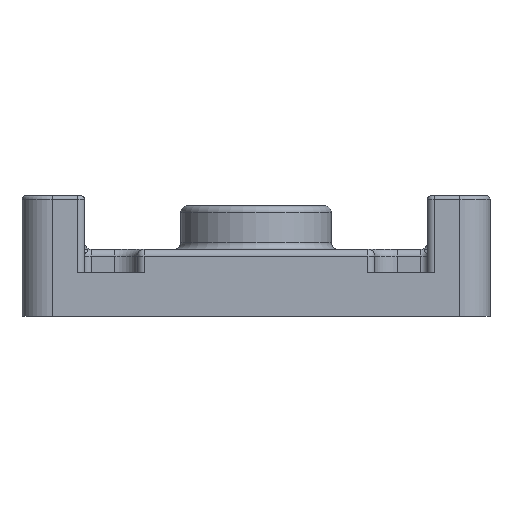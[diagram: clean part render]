
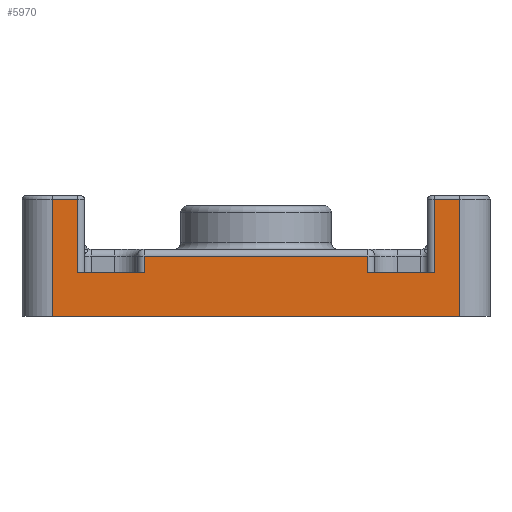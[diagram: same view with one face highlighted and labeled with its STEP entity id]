
A CAD part, front view. The second image highlights one B-rep face of the part: STEP entity #5970.
In plain terms, the highlighted planar face has unit normal (0, -1, 0).
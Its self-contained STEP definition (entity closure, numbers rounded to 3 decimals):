
#84 = CARTESIAN_POINT ( 'NONE',  ( -35., -59.5, 17.5 ) ) ;
#215 = EDGE_CURVE ( 'NONE', #8767, #18344, #3749, .T. ) ;
#268 = VERTEX_POINT ( 'NONE', #12618 ) ;
#302 = CARTESIAN_POINT ( 'NONE',  ( 26.65, -59.5, 6.5 ) ) ;
#314 = CARTESIAN_POINT ( 'NONE',  ( -35., -59.5, 17.5 ) ) ;
#1128 = CARTESIAN_POINT ( 'NONE',  ( 16.75, -59.5, 6.5 ) ) ;
#1354 = CARTESIAN_POINT ( 'NONE',  ( -35., -59.5, 10. ) ) ;
#1469 = CARTESIAN_POINT ( 'NONE',  ( -30.5, -59.5, 10. ) ) ;
#1521 = LINE ( 'NONE', #8098, #18203 ) ;
#1664 = VECTOR ( 'NONE', #8738, 1000. ) ;
#1876 = LINE ( 'NONE', #302, #10118 ) ;
#2266 = CARTESIAN_POINT ( 'NONE',  ( -25.65, -59.5, 6.5 ) ) ;
#2331 = VECTOR ( 'NONE', #8246, 1000. ) ;
#2413 = EDGE_CURVE ( 'NONE', #18344, #15256, #5172, .T. ) ;
#3437 = VERTEX_POINT ( 'NONE', #6895 ) ;
#3672 = DIRECTION ( 'NONE',  ( 1., 0., 0. ) ) ;
#3749 = LINE ( 'NONE', #2266, #1664 ) ;
#3996 = CARTESIAN_POINT ( 'NONE',  ( -16.75, -59.5, 9. ) ) ;
#4424 = ORIENTED_EDGE ( 'NONE', *, *, #11107, .T. ) ;
#4998 = LINE ( 'NONE', #6585, #9415 ) ;
#5172 = LINE ( 'NONE', #5385, #20838 ) ;
#5177 = DIRECTION ( 'NONE',  ( -1., 0., 0. ) ) ;
#5267 = CARTESIAN_POINT ( 'NONE',  ( -17.75, -59.5, 9. ) ) ;
#5385 = CARTESIAN_POINT ( 'NONE',  ( -26.65, -59.5, 10. ) ) ;
#5700 = CARTESIAN_POINT ( 'NONE',  ( 26.65, -59.5, 17.5 ) ) ;
#5883 = ORIENTED_EDGE ( 'NONE', *, *, #7126, .F. ) ;
#5970 = ADVANCED_FACE ( 'NONE', ( #12568 ), #18684, .F. ) ;
#6511 = DIRECTION ( 'NONE',  ( 0., 0., -1. ) ) ;
#6585 = CARTESIAN_POINT ( 'NONE',  ( -35., -59.5, 0. ) ) ;
#6711 = AXIS2_PLACEMENT_3D ( 'NONE', #1354, #9413, #18993 ) ;
#6819 = LINE ( 'NONE', #13253, #17077 ) ;
#6895 = CARTESIAN_POINT ( 'NONE',  ( 30.5, -59.5, 0. ) ) ;
#7126 = EDGE_CURVE ( 'NONE', #20879, #14965, #13608, .T. ) ;
#7572 = EDGE_LOOP ( 'NONE', ( #15547, #20148, #9127, #5883, #20095, #4424, #8648, #19689, #16322, #8656, #16010, #19648 ) ) ;
#7684 = VECTOR ( 'NONE', #17703, 1000. ) ;
#7782 = VECTOR ( 'NONE', #14369, 1000. ) ;
#7971 = DIRECTION ( 'NONE',  ( 1., 0., 0. ) ) ;
#8098 = CARTESIAN_POINT ( 'NONE',  ( 30.5, -59.5, 10. ) ) ;
#8108 = LINE ( 'NONE', #8214, #9284 ) ;
#8214 = CARTESIAN_POINT ( 'NONE',  ( -16.75, -59.5, 10. ) ) ;
#8231 = EDGE_CURVE ( 'NONE', #15256, #13577, #16366, .T. ) ;
#8246 = DIRECTION ( 'NONE',  ( -1., 0., 0. ) ) ;
#8648 = ORIENTED_EDGE ( 'NONE', *, *, #8856, .T. ) ;
#8656 = ORIENTED_EDGE ( 'NONE', *, *, #8231, .T. ) ;
#8738 = DIRECTION ( 'NONE',  ( -1., 0., 0. ) ) ;
#8767 = VERTEX_POINT ( 'NONE', #12639 ) ;
#8856 = EDGE_CURVE ( 'NONE', #14695, #8767, #8108, .T. ) ;
#9127 = ORIENTED_EDGE ( 'NONE', *, *, #11120, .T. ) ;
#9276 = EDGE_CURVE ( 'NONE', #9871, #3437, #4998, .T. ) ;
#9284 = VECTOR ( 'NONE', #6511, 1000. ) ;
#9413 = DIRECTION ( 'NONE',  ( 0., 1., 0. ) ) ;
#9415 = VECTOR ( 'NONE', #7971, 1000. ) ;
#9871 = VERTEX_POINT ( 'NONE', #15804 ) ;
#10118 = VECTOR ( 'NONE', #14882, 1000. ) ;
#10938 = VECTOR ( 'NONE', #5177, 1000. ) ;
#11107 = EDGE_CURVE ( 'NONE', #268, #14695, #16256, .T. ) ;
#11120 = EDGE_CURVE ( 'NONE', #17148, #14965, #1876, .T. ) ;
#12188 = CARTESIAN_POINT ( 'NONE',  ( -26.65, -59.5, 17.5 ) ) ;
#12568 = FACE_OUTER_BOUND ( 'NONE', #7572, .T. ) ;
#12618 = CARTESIAN_POINT ( 'NONE',  ( 16.75, -59.5, 9. ) ) ;
#12639 = CARTESIAN_POINT ( 'NONE',  ( -16.75, -59.5, 6.5 ) ) ;
#13049 = CARTESIAN_POINT ( 'NONE',  ( 30.5, -59.5, 17.5 ) ) ;
#13253 = CARTESIAN_POINT ( 'NONE',  ( 16.75, -59.5, 10. ) ) ;
#13411 = CARTESIAN_POINT ( 'NONE',  ( -26.65, -59.5, 6.5 ) ) ;
#13577 = VERTEX_POINT ( 'NONE', #18430 ) ;
#13608 = LINE ( 'NONE', #16563, #14211 ) ;
#14211 = VECTOR ( 'NONE', #3672, 1000. ) ;
#14369 = DIRECTION ( 'NONE',  ( 0., 0., -1. ) ) ;
#14421 = DIRECTION ( 'NONE',  ( 0., 0., 1. ) ) ;
#14695 = VERTEX_POINT ( 'NONE', #3996 ) ;
#14726 = CARTESIAN_POINT ( 'NONE',  ( 26.65, -59.5, 6.5 ) ) ;
#14882 = DIRECTION ( 'NONE',  ( 0., 0., -1. ) ) ;
#14904 = EDGE_CURVE ( 'NONE', #20879, #268, #6819, .T. ) ;
#14965 = VERTEX_POINT ( 'NONE', #14726 ) ;
#15256 = VERTEX_POINT ( 'NONE', #12188 ) ;
#15547 = ORIENTED_EDGE ( 'NONE', *, *, #16144, .T. ) ;
#15804 = CARTESIAN_POINT ( 'NONE',  ( -30.5, -59.5, 0. ) ) ;
#15953 = LINE ( 'NONE', #1469, #7782 ) ;
#16010 = ORIENTED_EDGE ( 'NONE', *, *, #17000, .T. ) ;
#16144 = EDGE_CURVE ( 'NONE', #3437, #20369, #1521, .T. ) ;
#16256 = LINE ( 'NONE', #5267, #2331 ) ;
#16322 = ORIENTED_EDGE ( 'NONE', *, *, #2413, .T. ) ;
#16366 = LINE ( 'NONE', #314, #10938 ) ;
#16563 = CARTESIAN_POINT ( 'NONE',  ( 25.65, -59.5, 6.5 ) ) ;
#17000 = EDGE_CURVE ( 'NONE', #13577, #9871, #15953, .T. ) ;
#17077 = VECTOR ( 'NONE', #19681, 1000. ) ;
#17148 = VERTEX_POINT ( 'NONE', #5700 ) ;
#17703 = DIRECTION ( 'NONE',  ( -1., 0., 0. ) ) ;
#18203 = VECTOR ( 'NONE', #14421, 1000. ) ;
#18260 = DIRECTION ( 'NONE',  ( 0., 0., 1. ) ) ;
#18344 = VERTEX_POINT ( 'NONE', #13411 ) ;
#18430 = CARTESIAN_POINT ( 'NONE',  ( -30.5, -59.5, 17.5 ) ) ;
#18684 = PLANE ( 'NONE',  #6711 ) ;
#18993 = DIRECTION ( 'NONE',  ( 0., 0., 1. ) ) ;
#19648 = ORIENTED_EDGE ( 'NONE', *, *, #9276, .T. ) ;
#19681 = DIRECTION ( 'NONE',  ( 0., 0., 1. ) ) ;
#19689 = ORIENTED_EDGE ( 'NONE', *, *, #215, .T. ) ;
#19992 = EDGE_CURVE ( 'NONE', #20369, #17148, #20892, .T. ) ;
#20095 = ORIENTED_EDGE ( 'NONE', *, *, #14904, .T. ) ;
#20148 = ORIENTED_EDGE ( 'NONE', *, *, #19992, .T. ) ;
#20369 = VERTEX_POINT ( 'NONE', #13049 ) ;
#20838 = VECTOR ( 'NONE', #18260, 1000. ) ;
#20879 = VERTEX_POINT ( 'NONE', #1128 ) ;
#20892 = LINE ( 'NONE', #84, #7684 ) ;
